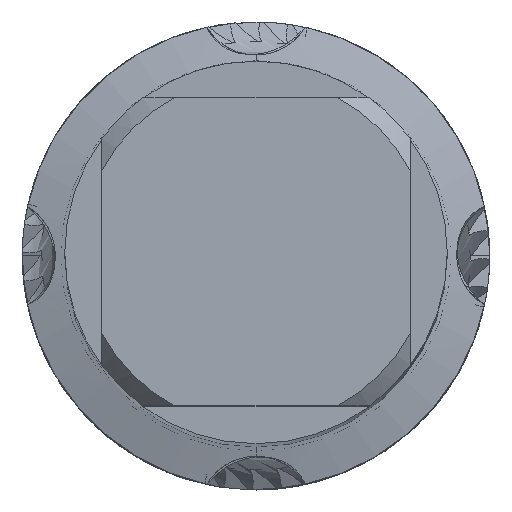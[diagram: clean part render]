
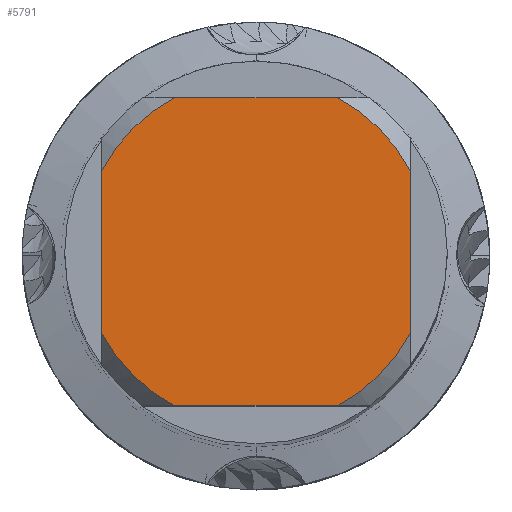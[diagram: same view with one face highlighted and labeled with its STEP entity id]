
A CAD part, top view. The second image highlights one B-rep face of the part: STEP entity #5791.
In plain terms, the highlighted planar face has unit normal (0, 0, 1).
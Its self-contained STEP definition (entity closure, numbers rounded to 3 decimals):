
#2503=VERTEX_POINT('',#6579);
#2647=VERTEX_POINT('',#6736);
#2911=VERTEX_POINT('',#7024);
#3055=EDGE_CURVE('',#5229,#2503,#7179,.T.);
#3127=EDGE_CURVE('',#5127,#2503,#7258,.T.);
#3511=VERTEX_POINT('',#7675);
#4107=EDGE_CURVE('',#4753,#3511,#8315,.T.);
#4459=EDGE_CURVE('',#4753,#2911,#8704,.T.);
#4639=EDGE_CURVE('',#2647,#3511,#8902,.T.);
#4753=VERTEX_POINT('',#9027);
#4771=EDGE_CURVE('',#2647,#5343,#9046,.T.);
#4899=EDGE_CURVE('',#5229,#5343,#9186,.T.);
#5073=EDGE_CURVE('',#5127,#2911,#9377,.T.);
#5127=VERTEX_POINT('',#9436);
#5229=VERTEX_POINT('',#9546);
#5343=VERTEX_POINT('',#9667);
#5791=ADVANCED_FACE('',(#10146),#10147,.T.);
#6579=CARTESIAN_POINT('',(-7.25,-3.831,0.0));
#6736=CARTESIAN_POINT('',(7.25,-3.831,0.0));
#7024=CARTESIAN_POINT('',(-3.831,7.25,0.0));
#7179=CIRCLE('',#13380,8.2);
#7258=LINE('',#13539,#13540);
#7675=CARTESIAN_POINT('',(7.25,3.831,0.0));
#8315=CIRCLE('',#16674,8.2);
#8704=LINE('',#17815,#17816);
#8902=LINE('',#18331,#18332);
#9027=CARTESIAN_POINT('',(3.831,7.25,0.0));
#9046=CIRCLE('',#18681,8.2);
#9186=LINE('',#19018,#19019);
#9377=CIRCLE('',#19400,8.2);
#9436=CARTESIAN_POINT('',(-7.25,3.831,0.0));
#9546=CARTESIAN_POINT('',(-3.831,-7.25,0.0));
#9667=CARTESIAN_POINT('',(3.831,-7.25,0.0));
#10146=FACE_OUTER_BOUND('',#21834,.T.);
#10147=PLANE('',#21835);
#13380=AXIS2_PLACEMENT_3D('',#24133,#24134,#24135);
#13539=CARTESIAN_POINT('',(-7.25,2.05,0.0));
#13540=VECTOR('',#24217,1.0);
#16674=AXIS2_PLACEMENT_3D('',#25400,#25401,#25402);
#17815=CARTESIAN_POINT('',(0.0,7.25,0.0));
#17816=VECTOR('',#25824,1.0);
#18331=CARTESIAN_POINT('',(7.25,2.05,0.0));
#18332=VECTOR('',#26035,1.0);
#18681=AXIS2_PLACEMENT_3D('',#26176,#26177,#26178);
#19018=CARTESIAN_POINT('',(0.0,-7.25,0.0));
#19019=VECTOR('',#26316,1.0);
#19400=AXIS2_PLACEMENT_3D('',#26536,#26537,#26538);
#21834=EDGE_LOOP('',(#27457,#27458,#27459,#27460,#27461,#27462,#27463,#27464));
#21835=AXIS2_PLACEMENT_3D('',#27465,#27466,#27467);
#24133=CARTESIAN_POINT('',(0.0,0.0,0.0));
#24134=DIRECTION('',(0.0,0.0,-1.0));
#24135=DIRECTION('',(0.0,1.0,0.0));
#24217=DIRECTION('',(-0.0,-1.0,0.0));
#25400=CARTESIAN_POINT('',(0.0,0.0,0.0));
#25401=DIRECTION('',(0.0,0.0,-1.0));
#25402=DIRECTION('',(0.0,1.0,0.0));
#25824=DIRECTION('',(-1.0,0.0,0.0));
#26035=DIRECTION('',(-0.0,1.0,0.0));
#26176=CARTESIAN_POINT('',(0.0,0.0,0.0));
#26177=DIRECTION('',(0.0,0.0,-1.0));
#26178=DIRECTION('',(0.0,1.0,0.0));
#26316=DIRECTION('',(1.0,0.0,0.0));
#26536=CARTESIAN_POINT('',(0.0,0.0,0.0));
#26537=DIRECTION('',(0.0,0.0,-1.0));
#26538=DIRECTION('',(0.0,1.0,0.0));
#27457=ORIENTED_EDGE('',*,*,#3127,.T.);
#27458=ORIENTED_EDGE('',*,*,#3055,.F.);
#27459=ORIENTED_EDGE('',*,*,#4899,.T.);
#27460=ORIENTED_EDGE('',*,*,#4771,.F.);
#27461=ORIENTED_EDGE('',*,*,#4639,.T.);
#27462=ORIENTED_EDGE('',*,*,#4107,.F.);
#27463=ORIENTED_EDGE('',*,*,#4459,.T.);
#27464=ORIENTED_EDGE('',*,*,#5073,.F.);
#27465=CARTESIAN_POINT('',(0.0,4.1,0.0));
#27466=DIRECTION('',(-0.0,0.0,1.0));
#27467=DIRECTION('',(0.0,-1.0,0.0));
